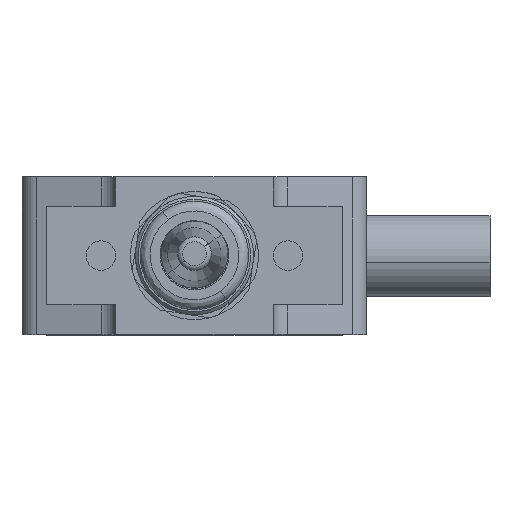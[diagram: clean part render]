
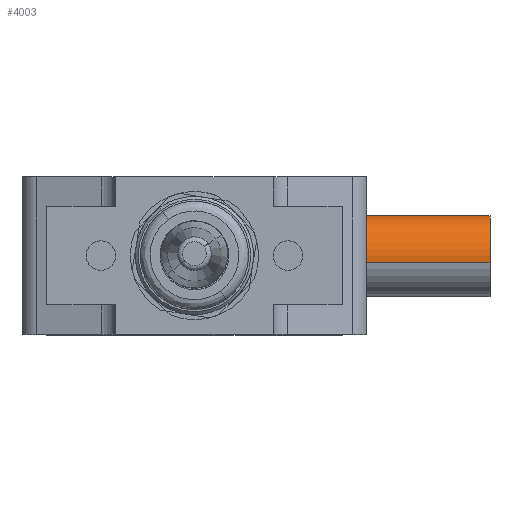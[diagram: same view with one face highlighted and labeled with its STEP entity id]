
A CAD part, top view. The second image highlights one B-rep face of the part: STEP entity #4003.
In plain terms, the highlighted cylindrical face has radius 4.1 mm (diameter 8.2 mm), a partial arc.
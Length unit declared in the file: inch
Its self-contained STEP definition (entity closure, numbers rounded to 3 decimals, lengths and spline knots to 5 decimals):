
#545 = EDGE_CURVE ( 'NONE', #15842, #15756, #12678, .T. ) ;
#628 = CIRCLE ( 'NONE', #7350, 0.16142 ) ;
#1134 = FACE_OUTER_BOUND ( 'NONE', #7567, .T. ) ;
#1637 = DIRECTION ( 'NONE',  ( -1., 0., 0. ) ) ;
#1755 = DIRECTION ( 'NONE',  ( -1., 0., 0. ) ) ;
#2448 = VERTEX_POINT ( 'NONE', #10657 ) ;
#2504 = EDGE_CURVE ( 'NONE', #15756, #10686, #15577, .T. ) ;
#3805 = CARTESIAN_POINT ( 'NONE',  ( 0.59055, -0.28999, -1.57286 ) ) ;
#3841 = ORIENTED_EDGE ( 'NONE', *, *, #13336, .T. ) ;
#3915 = CARTESIAN_POINT ( 'NONE',  ( 1.1811, -0.33993, -1.25391 ) ) ;
#4003 = ADVANCED_FACE ( 'NONE', ( #1134 ), #14439, .T. ) ;
#5077 = CARTESIAN_POINT ( 'NONE',  ( 1.1811, -0.28999, -1.57286 ) ) ;
#5201 = DIRECTION ( 'NONE',  ( -1., 0., 0. ) ) ;
#5711 = LINE ( 'NONE', #3915, #8719 ) ;
#5882 = CARTESIAN_POINT ( 'NONE',  ( 0.59055, -0.33993, -1.25391 ) ) ;
#6878 = CARTESIAN_POINT ( 'NONE',  ( 1.1811, -0.31496, -1.41339 ) ) ;
#6887 = CARTESIAN_POINT ( 'NONE',  ( 0.59055, -0.31496, -1.41339 ) ) ;
#6992 = DIRECTION ( 'NONE',  ( 1., 0., 0. ) ) ;
#7096 = VECTOR ( 'NONE', #13905, 39.37008 ) ;
#7350 = AXIS2_PLACEMENT_3D ( 'NONE', #6878, #1755, #15860 ) ;
#7567 = EDGE_LOOP ( 'NONE', ( #3841, #14275, #9599, #11126 ) ) ;
#8265 = DIRECTION ( 'NONE',  ( 0., -0.155, 0.988 ) ) ;
#8719 = VECTOR ( 'NONE', #5201, 39.37008 ) ;
#9599 = ORIENTED_EDGE ( 'NONE', *, *, #2504, .T. ) ;
#10345 = CARTESIAN_POINT ( 'NONE',  ( 1.1811, -0.28999, -1.57286 ) ) ;
#10657 = CARTESIAN_POINT ( 'NONE',  ( 1.1811, -0.33993, -1.25391 ) ) ;
#10686 = VERTEX_POINT ( 'NONE', #5882 ) ;
#10810 = AXIS2_PLACEMENT_3D ( 'NONE', #15596, #1637, #11862 ) ;
#11126 = ORIENTED_EDGE ( 'NONE', *, *, #11444, .F. ) ;
#11444 = EDGE_CURVE ( 'NONE', #2448, #10686, #5711, .T. ) ;
#11862 = DIRECTION ( 'NONE',  ( 0., -0.155, 0.988 ) ) ;
#12678 = LINE ( 'NONE', #5077, #7096 ) ;
#13336 = EDGE_CURVE ( 'NONE', #2448, #15842, #628, .T. ) ;
#13905 = DIRECTION ( 'NONE',  ( -1., 0., 0. ) ) ;
#14275 = ORIENTED_EDGE ( 'NONE', *, *, #545, .T. ) ;
#14333 = AXIS2_PLACEMENT_3D ( 'NONE', #6887, #6992, #8265 ) ;
#14439 = CYLINDRICAL_SURFACE ( 'NONE', #10810, 0.16142 ) ;
#15577 = CIRCLE ( 'NONE', #14333, 0.16142 ) ;
#15596 = CARTESIAN_POINT ( 'NONE',  ( 1.1811, -0.31496, -1.41339 ) ) ;
#15756 = VERTEX_POINT ( 'NONE', #3805 ) ;
#15842 = VERTEX_POINT ( 'NONE', #10345 ) ;
#15860 = DIRECTION ( 'NONE',  ( 0., -0.155, 0.988 ) ) ;
